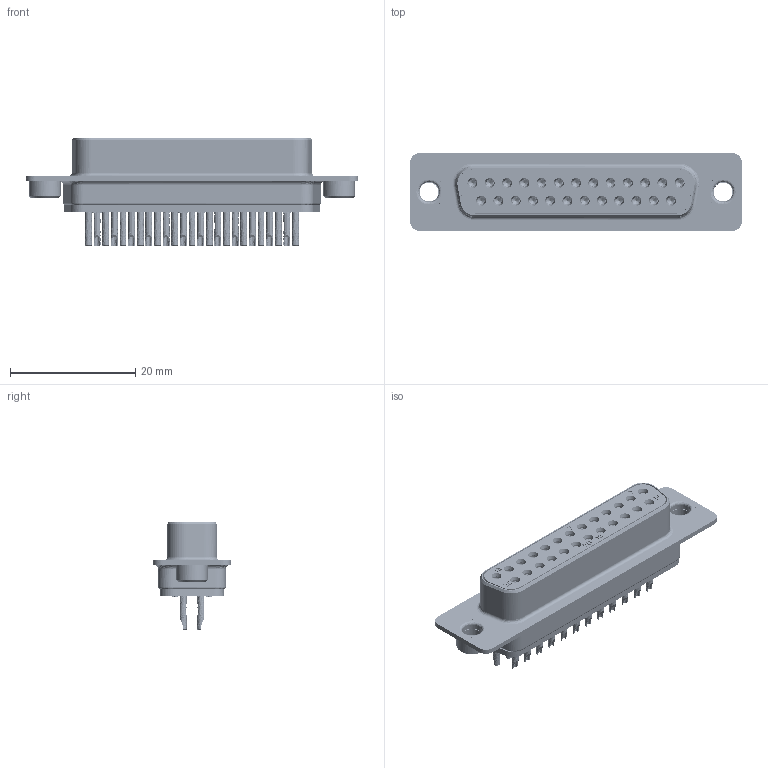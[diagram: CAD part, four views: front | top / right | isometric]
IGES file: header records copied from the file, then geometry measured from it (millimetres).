
Start section: C
Global section: file name: 214613023.igs; native system: By Siemens PLM Incorporated; preprocessor: XPlus GENERIC/IGES 20.0.26; author: Author; organization: Title; date: 20190412.165018; units: millimetre
Bounding box: 53.1 x 12.4 x 17.3 mm (x, y, z)
Surface area: 9897.7 mm2 (no closed solid volume)
Topology: 0 solids, 0 shells, 4910 faces, 27116 edges, 27066 vertices
Faces by surface type: bspline 4910
